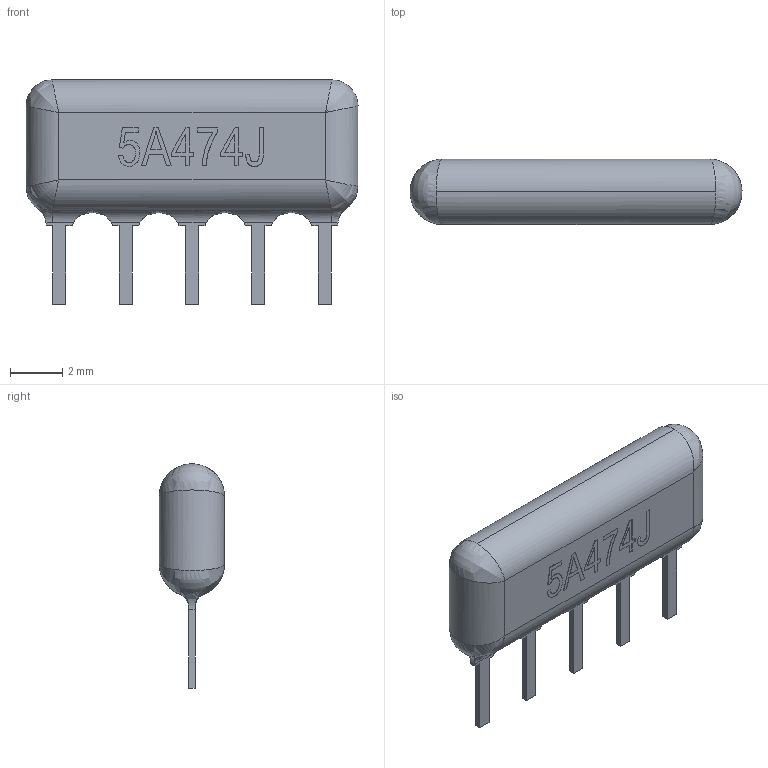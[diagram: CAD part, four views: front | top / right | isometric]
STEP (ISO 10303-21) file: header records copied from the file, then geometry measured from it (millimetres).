
FILE_DESCRIPTION (( 'STEP AP214' ), '1' );
FILE_NAME ('User Library-Resistor network 5A474J.STEP', '2016-06-09T08:06:42', ( 'Windows User' ), ( '' ), 'SwSTEP 2.0', 'SolidWorks 2016', '' );
FILE_SCHEMA (( 'AUTOMOTIVE_DESIGN' ));
Length unit declared in the file: millimetre
Products named in the file (1): User Library-Resistor network 5A474J
Bounding box: 12.7 x 2.51 x 8.58 mm (x, y, z)
Volume: 140.7 mm3; surface area: 202.6 mm2
Topology: 1 solids, 1 shells, 181 faces, 497 edges, 322 vertices
Faces by surface type: plane 122, bspline 44, cylinder 15
Entity records: 12868 total; most frequent: CARTESIAN_POINT 6681, ORIENTED_EDGE 978, DIRECTION 645, EDGE_CURVE 489, LINE 361, VECTOR 361, VERTEX_POINT 322, EDGE_LOOP 193
